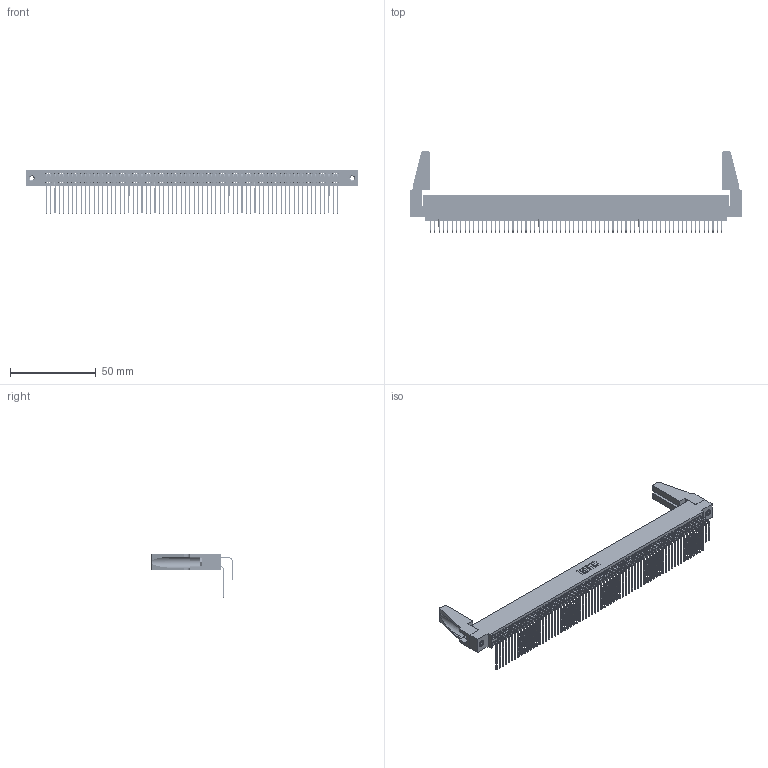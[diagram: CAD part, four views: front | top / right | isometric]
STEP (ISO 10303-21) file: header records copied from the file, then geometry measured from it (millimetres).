
FILE_DESCRIPTION (( 'STEP AP203' ), '1' );
FILE_NAME ('395-136-558-588.STEP', '2019-10-29T18:02:39', ( '' ), ( '' ), 'SwSTEP 2.0', 'SolidWorks 2016', '' );
FILE_SCHEMA (( 'CONFIG_CONTROL_DESIGN' ));
Length unit declared in the file: inch
Products named in the file (6): 345 Part_0.110 Offset - 0.156 Dia-TH; 345-292-001_558 559 Tail - 1; 345-292-001_558 Tail - 2; 345-250-001_345-250-001-102; 345-220-078_345-220-088; 395-136-558-588
Assembly tree (141 placements, depth 2):
  395-136-558-588
    345 Part_0.110 Offset - 0.156 Dia-TH
    345-292-001_558 559 Tail - 1  x68
    345-292-001_558 Tail - 2  x68
    345-250-001_345-250-001-102  x2
    345-220-078_345-220-088  x2
Bounding box: 193.95 x 47.49 x 25.53 mm (x, y, z)
Volume: 23045.9 mm3; surface area: 36665.8 mm2
Topology: 141 solids, 141 shells, 7326 faces, 21747 edges, 14306 vertices
Faces by surface type: plane 4916, cylinder 2394, cone 12, torus 4
Entity records: 53786 total; most frequent: CARTESIAN_POINT 9033, ORIENTED_EDGE 8876, DIRECTION 7910, EDGE_CURVE 4438, VECTOR 3952, LINE 3952, VERTEX_POINT 2950, AXIS2_PLACEMENT_3D 1979
